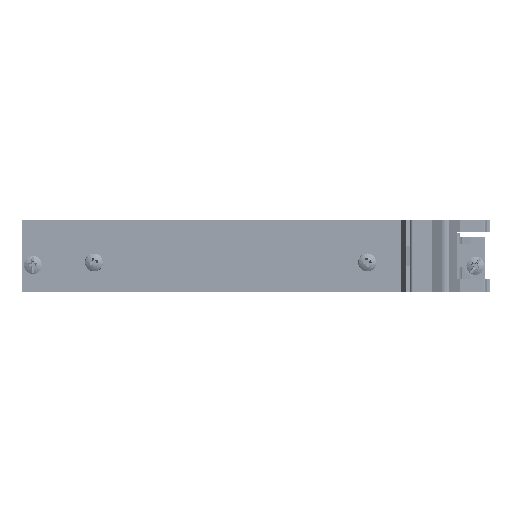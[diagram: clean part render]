
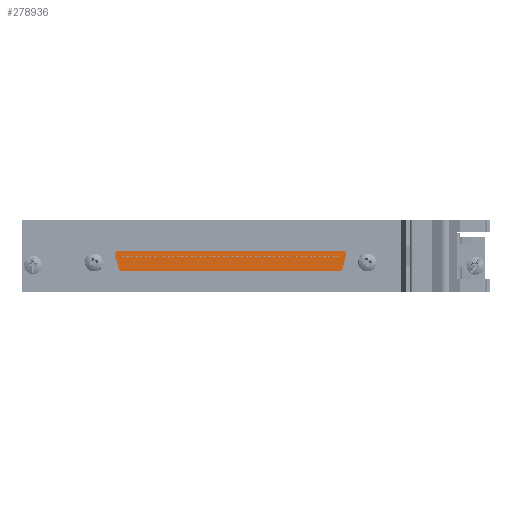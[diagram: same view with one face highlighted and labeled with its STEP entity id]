
A CAD part, left-side view. The second image highlights one B-rep face of the part: STEP entity #278936.
In plain terms, the highlighted planar face has unit normal (-1, 0, 0).
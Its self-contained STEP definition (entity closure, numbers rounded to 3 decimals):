
#2190 = ORIENTED_EDGE ( 'NONE', *, *, #317239, .T. ) ;
#2686 = ORIENTED_EDGE ( 'NONE', *, *, #317217, .T. ) ;
#4491 = ORIENTED_EDGE ( 'NONE', *, *, #317262, .T. ) ;
#4756 = ORIENTED_EDGE ( 'NONE', *, *, #317273, .T. ) ;
#4967 = ORIENTED_EDGE ( 'NONE', *, *, #317227, .T. ) ;
#6103 = ORIENTED_EDGE ( 'NONE', *, *, #317293, .T. ) ;
#6818 = ORIENTED_EDGE ( 'NONE', *, *, #317250, .T. ) ;
#6931 = ORIENTED_EDGE ( 'NONE', *, *, #317282, .T. ) ;
#20555 = CARTESIAN_POINT ( 'NONE',  ( -79.185, 94.301, 53.212 ) ) ;
#21569 = VERTEX_POINT ( 'NONE', #20555 ) ;
#22065 = VERTEX_POINT ( 'NONE', #116723 ) ;
#52035 = AXIS2_PLACEMENT_3D ( 'NONE', #107420, #107421, #107423 ) ;
#52050 = AXIS2_PLACEMENT_3D ( 'NONE', #107460, #107462, #107464 ) ;
#52055 = AXIS2_PLACEMENT_3D ( 'NONE', #107508, #107510, #107513 ) ;
#52068 = AXIS2_PLACEMENT_3D ( 'NONE', #107580, #107583, #107586 ) ;
#76294 = CIRCLE ( 'NONE', #52035, 1. ) ;
#76305 = LINE ( 'NONE', #107437, #76307 ) ;
#76307 = VECTOR ( 'NONE', #107438, 1000. ) ;
#76315 = CIRCLE ( 'NONE', #52050, 1. ) ;
#76326 = LINE ( 'NONE', #107476, #76329 ) ;
#76329 = VECTOR ( 'NONE', #107477, 1000. ) ;
#76338 = CIRCLE ( 'NONE', #52055, 1. ) ;
#76347 = CIRCLE ( 'NONE', #52068, 1. ) ;
#76358 = LINE ( 'NONE', #107537, #76363 ) ;
#76363 = VECTOR ( 'NONE', #107539, 1000. ) ;
#76393 = VECTOR ( 'NONE', #134190, 1000. ) ;
#76397 = LINE ( 'NONE', #134187, #76393 ) ;
#107420 = CARTESIAN_POINT ( 'NONE',  ( -79.185, 32.267, 57.17 ) ) ;
#107421 = DIRECTION ( 'NONE',  ( -1., 0., 0. ) ) ;
#107423 = DIRECTION ( 'NONE',  ( 0., -1., 0. ) ) ;
#107437 = CARTESIAN_POINT ( 'NONE',  ( -79.185, 94.327, 58.17 ) ) ;
#107438 = DIRECTION ( 'NONE',  ( 0., 1., 0. ) ) ;
#107460 = CARTESIAN_POINT ( 'NONE',  ( -79.185, 94.327, 57.17 ) ) ;
#107462 = DIRECTION ( 'NONE',  ( -1., 0., 0. ) ) ;
#107464 = DIRECTION ( 'NONE',  ( 0., 1., 0. ) ) ;
#107476 = CARTESIAN_POINT ( 'NONE',  ( -79.185, 95.293, 56.912 ) ) ;
#107477 = DIRECTION ( 'NONE',  ( 0., -0.259, -0.966 ) ) ;
#107508 = CARTESIAN_POINT ( 'NONE',  ( -79.185, 93.336, 53.47 ) ) ;
#107510 = DIRECTION ( 'NONE',  ( -1., 0., 0. ) ) ;
#107513 = DIRECTION ( 'NONE',  ( 0., 1., 0. ) ) ;
#107537 = CARTESIAN_POINT ( 'NONE',  ( -79.185, 33.258, 52.47 ) ) ;
#107539 = DIRECTION ( 'NONE',  ( 0., -1., 0. ) ) ;
#107580 = CARTESIAN_POINT ( 'NONE',  ( -79.185, 33.258, 53.47 ) ) ;
#107583 = DIRECTION ( 'NONE',  ( -1., 0., 0. ) ) ;
#107586 = DIRECTION ( 'NONE',  ( 0., -1., 0. ) ) ;
#116723 = CARTESIAN_POINT ( 'NONE',  ( -79.185, 32.292, 53.212 ) ) ;
#129028 = CARTESIAN_POINT ( 'NONE',  ( -79.185, 95.293, 56.912 ) ) ;
#134187 = CARTESIAN_POINT ( 'NONE',  ( -79.185, 31.301, 56.912 ) ) ;
#134190 = DIRECTION ( 'NONE',  ( 0., -0.259, 0.966 ) ) ;
#141095 = FACE_OUTER_BOUND ( 'NONE', #189201, .T. ) ;
#152398 = CARTESIAN_POINT ( 'NONE',  ( -79.185, 32.267, 58.17 ) ) ;
#152476 = CARTESIAN_POINT ( 'NONE',  ( -79.185, 31.301, 56.912 ) ) ;
#154499 = CARTESIAN_POINT ( 'NONE',  ( -79.185, 33.258, 52.47 ) ) ;
#173582 = VERTEX_POINT ( 'NONE', #154499 ) ;
#189201 = EDGE_LOOP ( 'NONE', ( #2686, #4967, #2190, #6818, #4491, #4756, #6931, #6103 ) ) ;
#193562 = CARTESIAN_POINT ( 'NONE',  ( -79.185, 94.327, 58.17 ) ) ;
#193714 = CARTESIAN_POINT ( 'NONE',  ( -79.185, 93.336, 52.47 ) ) ;
#222259 = VERTEX_POINT ( 'NONE', #129028 ) ;
#222400 = VERTEX_POINT ( 'NONE', #193562 ) ;
#222621 = VERTEX_POINT ( 'NONE', #193714 ) ;
#226205 = VERTEX_POINT ( 'NONE', #152398 ) ;
#226300 = VERTEX_POINT ( 'NONE', #152476 ) ;
#267253 = AXIS2_PLACEMENT_3D ( 'NONE', #295271, #295275, #295279 ) ;
#278936 = ADVANCED_FACE ( 'NONE', ( #141095 ), #295237, .T. ) ;
#295237 = PLANE ( 'NONE',  #267253 ) ;
#295271 = CARTESIAN_POINT ( 'NONE',  ( -79.185, 32.267, 57.17 ) ) ;
#295275 = DIRECTION ( 'NONE',  ( -1., 0., 0. ) ) ;
#295279 = DIRECTION ( 'NONE',  ( 0., -1., 0. ) ) ;
#317217 = EDGE_CURVE ( 'NONE', #226300, #226205, #76294, .T. ) ;
#317227 = EDGE_CURVE ( 'NONE', #226205, #222400, #76305, .T. ) ;
#317239 = EDGE_CURVE ( 'NONE', #222400, #222259, #76315, .T. ) ;
#317250 = EDGE_CURVE ( 'NONE', #222259, #21569, #76326, .T. ) ;
#317262 = EDGE_CURVE ( 'NONE', #21569, #222621, #76338, .T. ) ;
#317273 = EDGE_CURVE ( 'NONE', #222621, #173582, #76358, .T. ) ;
#317282 = EDGE_CURVE ( 'NONE', #173582, #22065, #76347, .T. ) ;
#317293 = EDGE_CURVE ( 'NONE', #22065, #226300, #76397, .T. ) ;
